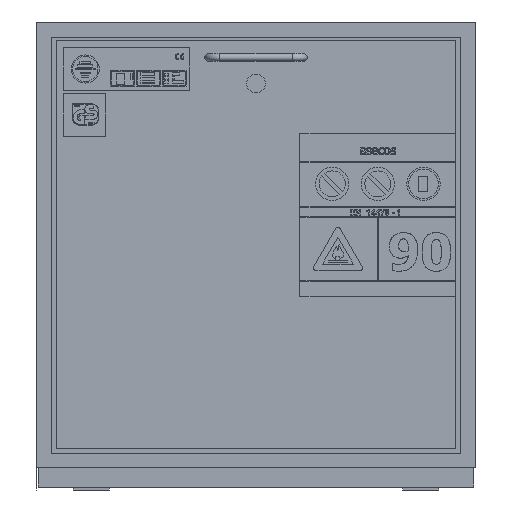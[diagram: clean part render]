
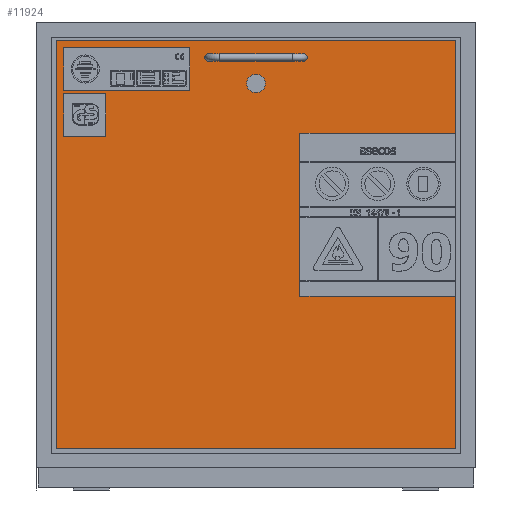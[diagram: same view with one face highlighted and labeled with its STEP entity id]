
A CAD part, front view. The second image highlights one B-rep face of the part: STEP entity #11924.
In plain terms, the highlighted planar face has unit normal (0, -1, 0).
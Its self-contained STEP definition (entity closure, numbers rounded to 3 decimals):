
#510=FACE_BOUND('',#2133,.T.);
#511=FACE_BOUND('',#2134,.T.);
#512=FACE_BOUND('',#2135,.T.);
#649=CIRCLE('',#12674,12.5);
#650=CIRCLE('',#12677,5.15);
#655=CIRCLE('',#12686,5.15);
#1452=FACE_OUTER_BOUND('',#2132,.T.);
#2132=EDGE_LOOP('',(#8543,#8544,#8545,#8546));
#2133=EDGE_LOOP('',(#8547));
#2134=EDGE_LOOP('',(#8548));
#2135=EDGE_LOOP('',(#8549));
#3023=LINE('',#16224,#4279);
#3027=LINE('',#16232,#4283);
#3033=LINE('',#16243,#4289);
#3034=LINE('',#16245,#4290);
#4279=VECTOR('',#13652,10.);
#4283=VECTOR('',#13658,10.);
#4289=VECTOR('',#13668,10.);
#4290=VECTOR('',#13671,10.);
#5475=VERTEX_POINT('',#16201);
#5476=VERTEX_POINT('',#16205);
#5481=VERTEX_POINT('',#16219);
#5482=VERTEX_POINT('',#16222);
#5483=VERTEX_POINT('',#16223);
#5486=VERTEX_POINT('',#16231);
#5489=VERTEX_POINT('',#16241);
#6658=EDGE_CURVE('',#5475,#5475,#649,.T.);
#6659=EDGE_CURVE('',#5476,#5476,#650,.T.);
#6664=EDGE_CURVE('',#5481,#5481,#655,.T.);
#6665=EDGE_CURVE('',#5482,#5483,#3023,.T.);
#6669=EDGE_CURVE('',#5486,#5483,#3027,.T.);
#6675=EDGE_CURVE('',#5482,#5489,#3033,.T.);
#6676=EDGE_CURVE('',#5486,#5489,#3034,.T.);
#8543=ORIENTED_EDGE('',*,*,#6675,.T.);
#8544=ORIENTED_EDGE('',*,*,#6676,.F.);
#8545=ORIENTED_EDGE('',*,*,#6669,.T.);
#8546=ORIENTED_EDGE('',*,*,#6665,.F.);
#8547=ORIENTED_EDGE('',*,*,#6658,.T.);
#8548=ORIENTED_EDGE('',*,*,#6659,.T.);
#8549=ORIENTED_EDGE('',*,*,#6664,.T.);
#11450=PLANE('',#12691);
#11924=ADVANCED_FACE('',(#1452,#510,#511,#512),#11450,.T.);
#12674=AXIS2_PLACEMENT_3D('',#16202,#13624,#13625);
#12677=AXIS2_PLACEMENT_3D('',#16206,#13630,#13631);
#12686=AXIS2_PLACEMENT_3D('',#16220,#13648,#13649);
#12691=AXIS2_PLACEMENT_3D('',#16244,#13669,#13670);
#13624=DIRECTION('center_axis',(0.,1.,0.));
#13625=DIRECTION('ref_axis',(-1.,0.,0.));
#13630=DIRECTION('center_axis',(0.,1.,0.));
#13631=DIRECTION('ref_axis',(1.,0.,0.));
#13648=DIRECTION('center_axis',(0.,1.,0.));
#13649=DIRECTION('ref_axis',(-1.,0.,0.));
#13652=DIRECTION('',(-1.,0.,0.));
#13658=DIRECTION('',(0.,0.,-1.));
#13668=DIRECTION('',(0.,0.,1.));
#13669=DIRECTION('center_axis',(0.,-1.,0.));
#13670=DIRECTION('ref_axis',(1.,0.,0.));
#13671=DIRECTION('',(1.,0.,0.));
#16201=CARTESIAN_POINT('',(12.5,-665.,217.56));
#16202=CARTESIAN_POINT('Origin',(0.,-665.,217.56));
#16205=CARTESIAN_POINT('',(-69.15,-665.,252.56));
#16206=CARTESIAN_POINT('Origin',(-64.,-665.,252.56));
#16219=CARTESIAN_POINT('',(69.15,-665.,252.56));
#16220=CARTESIAN_POINT('Origin',(64.,-665.,252.56));
#16222=CARTESIAN_POINT('',(269.25,-665.,-274.94));
#16223=CARTESIAN_POINT('',(-269.25,-665.,-274.94));
#16224=CARTESIAN_POINT('',(-269.25,-665.,-274.94));
#16231=CARTESIAN_POINT('',(-269.25,-665.,275.56));
#16232=CARTESIAN_POINT('',(-269.25,-665.,0.31));
#16241=CARTESIAN_POINT('',(269.25,-665.,275.56));
#16243=CARTESIAN_POINT('',(269.25,-665.,0.31));
#16244=CARTESIAN_POINT('Origin',(-269.25,-665.,0.31));
#16245=CARTESIAN_POINT('',(-269.25,-665.,275.56));
